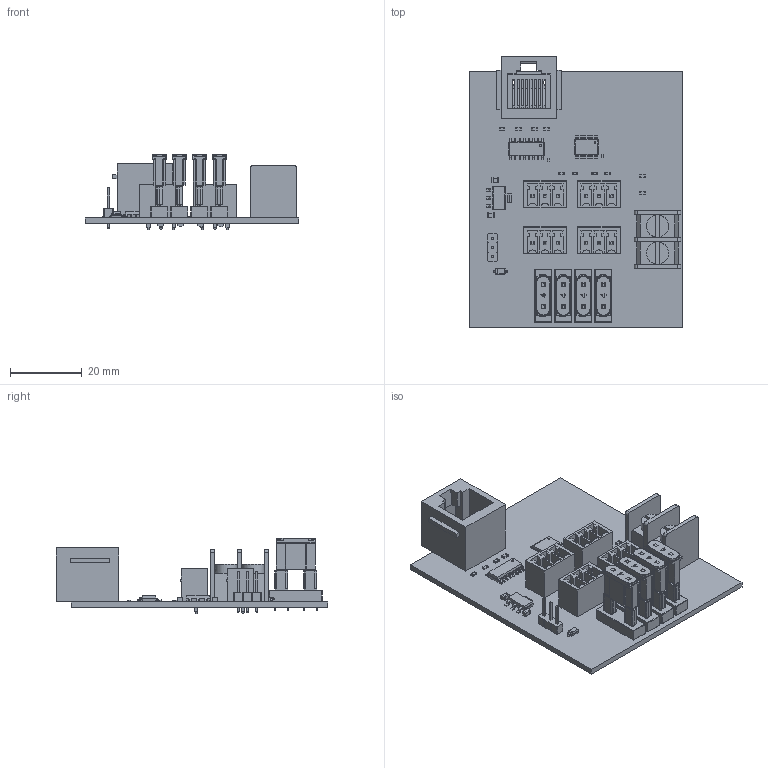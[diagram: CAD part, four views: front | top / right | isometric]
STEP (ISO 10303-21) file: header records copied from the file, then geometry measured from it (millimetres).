
FILE_DESCRIPTION(('KiCad electronic assembly'),'2;1');
FILE_NAME('Receiver_Out.step','2024-12-02T02:36:43',('Pcbnew'),('Kicad') ,'Open CASCADE STEP processor 7.8','KiCad to STEP converter','Unknown' );
FILE_SCHEMA(('AUTOMOTIVE_DESIGN { 1 0 10303 214 1 1 1 1 }'));
Length unit declared in the file: millimetre
Products named in the file (39): Receiver_Out 1; PhoenixContact_MCV_1,5_3-G-3.5_1x03_P3.50mm_Vertical; MCV_01x03_G_3_5mm; 2 PIN Screw Term; Part 2; Part 3; Part 1; Mini Blade Fuse Holder; Fuse Holder Mini Blade v1; MINI Blade Type; C_0805_2012Metric; PinHeader_1x03_P2.54mm_Vertical; PinHeader_1x03_P254mm_Vertical; R_0603_1608Metric; RJ45; Part 9; Part 8; Part 7; Part 6; Part 5; Part 4; SOIC-16_3.9x9.9mm_P1.27mm; SOIC_16_39x99mm_P127mm; C_0402_1005Metric; D_SOD-123; D_SOD_123; SOT-223; SOT_223; TSSOP-20_4.4x6.5mm_P0.65mm; TSSOP_20_44x65mm_P065mm; Receiver_Out_PCB
Assembly tree (58 placements, depth 3):
  Receiver_Out 1
    PhoenixContact_MCV_1,5_3-G-3.5_1x03_P3.50mm_Vertical  x4
      MCV_01x03_G_3_5mm
    2 PIN Screw Term
      Part 2
      Part 3
      Part 1
    Mini Blade Fuse Holder  x4
      Fuse Holder Mini Blade v1
    MINI Blade Type  x4
      Part 2
      Part 1
    C_0805_2012Metric  x2
      C_0805_2012Metric
    PinHeader_1x03_P2.54mm_Vertical
      PinHeader_1x03_P254mm_Vertical
    R_0603_1608Metric  x10
      R_0603_1608Metric
    RJ45
      Part 9
      Part 8
      Part 7
      Part 6
      Part 5
      Part 4
      Part 3
      Part 2
      Part 1
    SOIC-16_3.9x9.9mm_P1.27mm
      SOIC_16_39x99mm_P127mm
    C_0402_1005Metric  x2
      C_0402_1005Metric
    D_SOD-123
      D_SOD_123
    SOT-223
      SOT_223
    TSSOP-20_4.4x6.5mm_P0.65mm
      TSSOP_20_44x65mm_P065mm
    Receiver_Out_PCB
Bounding box: 59.33 x 75.68 x 21.14 mm (x, y, z)
Volume: 15054.8 mm3; surface area: 23602.3 mm2
Topology: 72 solids, 72 shells, 3213 faces, 8218 edges, 5040 vertices
Faces by surface type: plane 1924, cylinder 841, bspline 264, sphere 112, torus 72
Full cylindrical faces by diameter (mm): 0.5 x1, 0.6 x1, 0.76 x8, 1 x3, 1.016 x32, 1.2 x12, 1.5 x2, 1.65 x16, 3.2 x2
Entity records: 58649 total; most frequent: CARTESIAN_POINT 10612, ORIENTED_EDGE 7998, DIRECTION 7295, EDGE_CURVE 3999, LINE 2957, VECTOR 2957, VERTEX_POINT 2514, AXIS2_PLACEMENT_3D 2169
